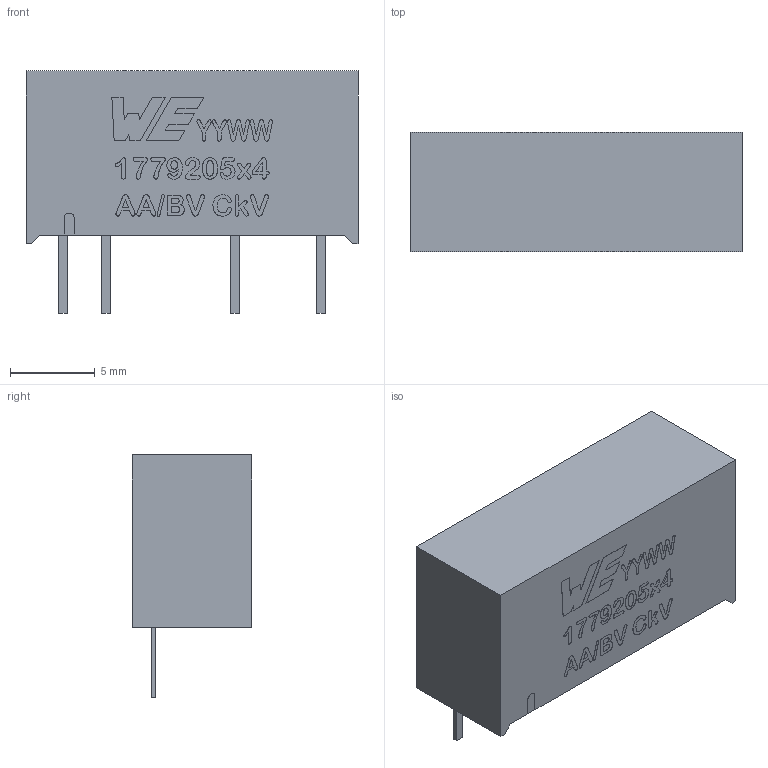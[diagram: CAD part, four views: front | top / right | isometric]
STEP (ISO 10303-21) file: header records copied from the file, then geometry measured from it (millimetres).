
FILE_DESCRIPTION(/* description */ ('Unknown'),/* implementation_level */ '2;1');
FILE_NAME(/* name */ 'U_Wurth_WPME-FISM_SIP-7_1779205x4',/* time_stamp */ '2025-01-16T14:09:03+08:00',/* author */ ('Unknown'),/* organization */ ('Unknown'),/* preprocessor_version */ 'ST-DEVELOPER v19.4',/* originating_system */ 'Solid Edge',/* authorisation */ 'Unknown');
FILE_SCHEMA (('AUTOMOTIVE_DESIGN {1 0 10303 214 3 1 1}'));
Products named in the file (1): 1779205x4
Bounding box: 19.6 x 7.05 x 14.3 mm (x, y, z)
Volume: 1345.1 mm3; surface area: 833.6 mm2
Topology: 1 solids, 1 shells, 2251 faces, 6645 edges, 4430 vertices
Faces by surface type: plane 2250, cylinder 1
Entity records: 89243 total; most frequent: CARTESIAN_POINT 13327, ORIENTED_EDGE 13290, DIRECTION 11151, EDGE_CURVE 6645, LINE 6643, VECTOR 6643, VERTEX_POINT 4430, EDGE_LOOP 2285
